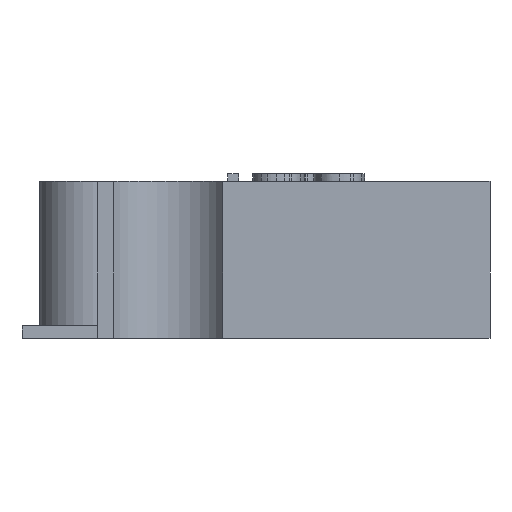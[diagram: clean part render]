
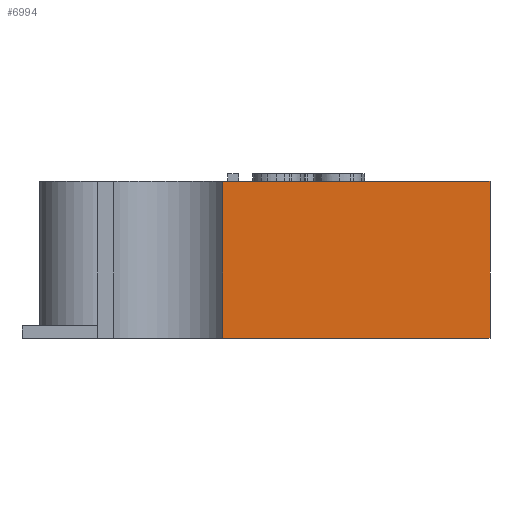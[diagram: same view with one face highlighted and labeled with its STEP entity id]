
A CAD part, front view. The second image highlights one B-rep face of the part: STEP entity #6994.
In plain terms, the highlighted planar face has unit normal (0, -1, 0).
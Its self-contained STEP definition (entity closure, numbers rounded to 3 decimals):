
#979=PLANE('',#7340);
#1249=FACE_OUTER_BOUND('',#1675,.T.);
#1675=EDGE_LOOP('',(#5734,#5735,#5736,#5737));
#2139=LINE('',#12509,#2613);
#2140=LINE('',#12511,#2614);
#2141=LINE('',#12513,#2615);
#2142=LINE('',#12514,#2616);
#2613=VECTOR('',#7889,10.);
#2614=VECTOR('',#7890,10.);
#2615=VECTOR('',#7891,10.);
#2616=VECTOR('',#7892,10.);
#3254=VERTEX_POINT('',#12507);
#3255=VERTEX_POINT('',#12508);
#3256=VERTEX_POINT('',#12510);
#3257=VERTEX_POINT('',#12512);
#4143=EDGE_CURVE('',#3254,#3255,#2139,.T.);
#4144=EDGE_CURVE('',#3254,#3256,#2140,.T.);
#4145=EDGE_CURVE('',#3257,#3256,#2141,.T.);
#4146=EDGE_CURVE('',#3255,#3257,#2142,.T.);
#5734=ORIENTED_EDGE('',*,*,#4143,.F.);
#5735=ORIENTED_EDGE('',*,*,#4144,.T.);
#5736=ORIENTED_EDGE('',*,*,#4145,.F.);
#5737=ORIENTED_EDGE('',*,*,#4146,.F.);
#6994=ADVANCED_FACE('',(#1249),#979,.T.);
#7340=AXIS2_PLACEMENT_3D('',#12506,#7887,#7888);
#7887=DIRECTION('center_axis',(0.,-1.,0.));
#7888=DIRECTION('ref_axis',(1.,0.,0.));
#7889=DIRECTION('',(-1.,0.,0.));
#7890=DIRECTION('',(0.,0.,1.));
#7891=DIRECTION('',(1.,0.,0.));
#7892=DIRECTION('',(0.,0.,1.));
#12506=CARTESIAN_POINT('Origin',(41.282,-96.625,0.));
#12507=CARTESIAN_POINT('',(58.318,-96.625,0.));
#12508=CARTESIAN_POINT('',(41.282,-96.625,0.));
#12509=CARTESIAN_POINT('',(58.318,-96.625,0.));
#12510=CARTESIAN_POINT('',(58.318,-96.625,10.));
#12511=CARTESIAN_POINT('',(58.318,-96.625,0.));
#12512=CARTESIAN_POINT('',(41.282,-96.625,10.));
#12513=CARTESIAN_POINT('',(58.318,-96.625,10.));
#12514=CARTESIAN_POINT('',(41.282,-96.625,0.));
